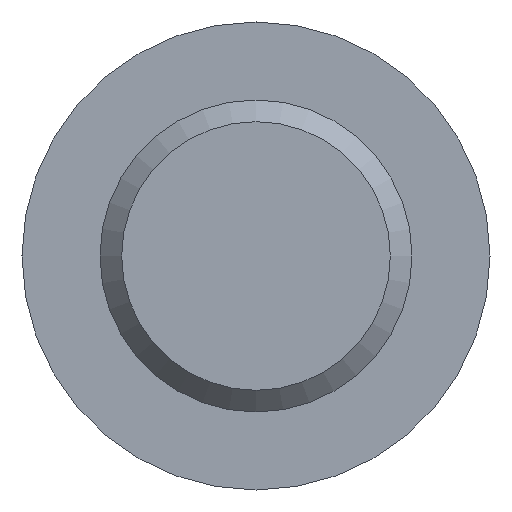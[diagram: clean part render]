
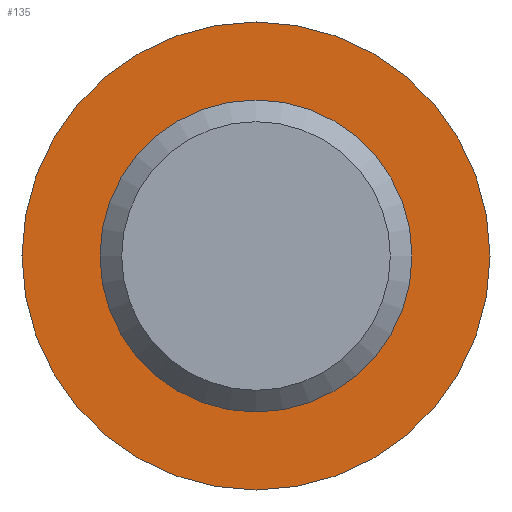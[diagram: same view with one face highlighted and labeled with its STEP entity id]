
A CAD part, front view. The second image highlights one B-rep face of the part: STEP entity #135.
In plain terms, the highlighted planar face has unit normal (0, -1, 0).
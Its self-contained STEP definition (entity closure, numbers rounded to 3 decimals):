
#10 = CIRCLE ( 'NONE', #543, 13.5 ) ;
#27 = CARTESIAN_POINT ( 'NONE',  ( -9., 60., 0. ) ) ;
#53 = CIRCLE ( 'NONE', #359, 9. ) ;
#70 = DIRECTION ( 'NONE',  ( 0., 0., -1. ) ) ;
#77 = VERTEX_POINT ( 'NONE', #461 ) ;
#78 = EDGE_CURVE ( 'NONE', #173, #173, #10, .T. ) ;
#80 = CARTESIAN_POINT ( 'NONE',  ( 0., 60., -13.5 ) ) ;
#111 = FACE_OUTER_BOUND ( 'NONE', #149, .T. ) ;
#123 = DIRECTION ( 'NONE',  ( 0., 0., 1. ) ) ;
#135 = ADVANCED_FACE ( 'NONE', ( #199, #111 ), #167, .F. ) ;
#140 = AXIS2_PLACEMENT_3D ( 'NONE', #27, #499, #123 ) ;
#149 = EDGE_LOOP ( 'NONE', ( #322 ) ) ;
#167 = PLANE ( 'NONE',  #140 ) ;
#173 = VERTEX_POINT ( 'NONE', #80 ) ;
#199 = FACE_BOUND ( 'NONE', #520, .T. ) ;
#211 = DIRECTION ( 'NONE',  ( 0., -1., 0. ) ) ;
#240 = ORIENTED_EDGE ( 'NONE', *, *, #278, .F. ) ;
#278 = EDGE_CURVE ( 'NONE', #77, #77, #53, .T. ) ;
#297 = CARTESIAN_POINT ( 'NONE',  ( 0., 60., 0. ) ) ;
#322 = ORIENTED_EDGE ( 'NONE', *, *, #78, .T. ) ;
#331 = CARTESIAN_POINT ( 'NONE',  ( 0., 60., 0. ) ) ;
#359 = AXIS2_PLACEMENT_3D ( 'NONE', #297, #211, #409 ) ;
#409 = DIRECTION ( 'NONE',  ( 0., 0., -1. ) ) ;
#419 = DIRECTION ( 'NONE',  ( 0., -1., 0. ) ) ;
#461 = CARTESIAN_POINT ( 'NONE',  ( 0., 60., -9. ) ) ;
#499 = DIRECTION ( 'NONE',  ( 0., 1., 0. ) ) ;
#520 = EDGE_LOOP ( 'NONE', ( #240 ) ) ;
#543 = AXIS2_PLACEMENT_3D ( 'NONE', #331, #419, #70 ) ;
